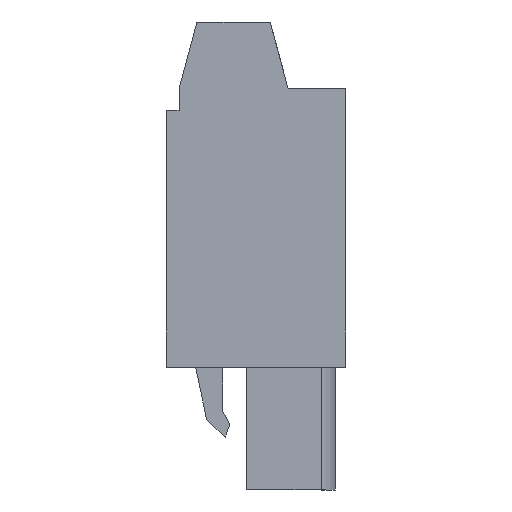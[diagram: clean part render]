
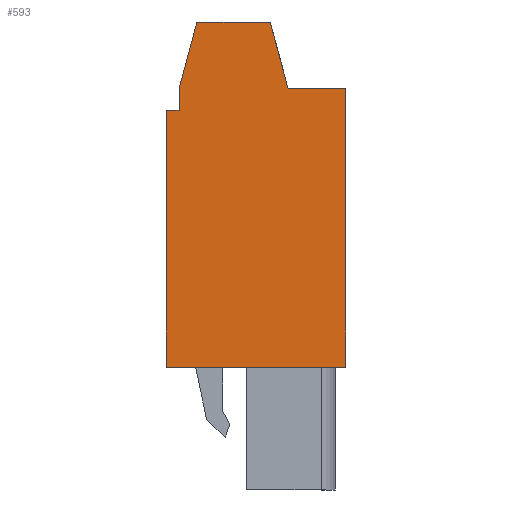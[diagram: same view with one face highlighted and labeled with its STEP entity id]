
A CAD part, left-side view. The second image highlights one B-rep face of the part: STEP entity #593.
In plain terms, the highlighted planar face has unit normal (-1, 0, 0).
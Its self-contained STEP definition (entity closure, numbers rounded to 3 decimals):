
#533=AXIS2_PLACEMENT_3D('Plane Axis2P3D',#530,#531,#532) ;
#49=CARTESIAN_POINT('Vertex',(0.,12.2,25.8)) ;
#52=CARTESIAN_POINT('Line Origine',(0.,11.763,25.8)) ;
#56=CARTESIAN_POINT('Vertex',(0.,11.325,25.8)) ;
#129=CARTESIAN_POINT('Vertex',(0.,12.2,8.35)) ;
#132=CARTESIAN_POINT('Line Origine',(0.,12.2,17.075)) ;
#530=CARTESIAN_POINT('Axis2P3D Location',(0.,-0.45,0.)) ;
#535=CARTESIAN_POINT('Line Origine',(0.,6.1,8.35)) ;
#539=CARTESIAN_POINT('Vertex',(0.,0.,8.35)) ;
#542=CARTESIAN_POINT('Line Origine',(0.,0.,17.825)) ;
#546=CARTESIAN_POINT('Vertex',(0.,0.,27.3)) ;
#549=CARTESIAN_POINT('Line Origine',(0.,1.962,27.3)) ;
#553=CARTESIAN_POINT('Vertex',(0.,3.925,27.3)) ;
#556=CARTESIAN_POINT('Line Origine',(0.,4.528,29.55)) ;
#560=CARTESIAN_POINT('Vertex',(0.,5.131,31.8)) ;
#563=CARTESIAN_POINT('Line Origine',(0.,7.625,31.8)) ;
#567=CARTESIAN_POINT('Vertex',(0.,10.119,31.8)) ;
#570=CARTESIAN_POINT('Line Origine',(0.,10.722,29.55)) ;
#574=CARTESIAN_POINT('Vertex',(0.,11.325,27.3)) ;
#577=CARTESIAN_POINT('Line Origine',(0.,11.325,26.55)) ;
#53=DIRECTION('Vector Direction',(0.,1.,0.)) ;
#133=DIRECTION('Vector Direction',(0.,0.,-1.)) ;
#531=DIRECTION('Axis2P3D Direction',(-1.,0.,0.)) ;
#532=DIRECTION('Axis2P3D XDirection',(0.,0.,1.)) ;
#536=DIRECTION('Vector Direction',(0.,-1.,0.)) ;
#543=DIRECTION('Vector Direction',(0.,0.,1.)) ;
#550=DIRECTION('Vector Direction',(0.,1.,0.)) ;
#557=DIRECTION('Vector Direction',(0.,0.259,0.966)) ;
#564=DIRECTION('Vector Direction',(0.,1.,0.)) ;
#571=DIRECTION('Vector Direction',(0.,0.259,-0.966)) ;
#578=DIRECTION('Vector Direction',(0.,0.,-1.)) ;
#54=VECTOR('Line Direction',#53,1.) ;
#134=VECTOR('Line Direction',#133,1.) ;
#537=VECTOR('Line Direction',#536,1.) ;
#544=VECTOR('Line Direction',#543,1.) ;
#551=VECTOR('Line Direction',#550,1.) ;
#558=VECTOR('Line Direction',#557,1.) ;
#565=VECTOR('Line Direction',#564,1.) ;
#572=VECTOR('Line Direction',#571,1.) ;
#579=VECTOR('Line Direction',#578,1.) ;
#583=ORIENTED_EDGE('',*,*,#541,.T.) ;
#584=ORIENTED_EDGE('',*,*,#548,.T.) ;
#585=ORIENTED_EDGE('',*,*,#555,.T.) ;
#586=ORIENTED_EDGE('',*,*,#562,.T.) ;
#587=ORIENTED_EDGE('',*,*,#569,.T.) ;
#588=ORIENTED_EDGE('',*,*,#576,.T.) ;
#589=ORIENTED_EDGE('',*,*,#581,.T.) ;
#590=ORIENTED_EDGE('',*,*,#58,.T.) ;
#591=ORIENTED_EDGE('',*,*,#136,.T.) ;
#593=ADVANCED_FACE('HOUSING',(#592),#534,.T.) ;
#58=EDGE_CURVE('',#57,#50,#55,.T.) ;
#136=EDGE_CURVE('',#50,#130,#135,.T.) ;
#541=EDGE_CURVE('',#130,#540,#538,.T.) ;
#548=EDGE_CURVE('',#540,#547,#545,.T.) ;
#555=EDGE_CURVE('',#547,#554,#552,.T.) ;
#562=EDGE_CURVE('',#554,#561,#559,.T.) ;
#569=EDGE_CURVE('',#561,#568,#566,.T.) ;
#576=EDGE_CURVE('',#568,#575,#573,.T.) ;
#581=EDGE_CURVE('',#575,#57,#580,.T.) ;
#582=EDGE_LOOP('',(#583,#584,#585,#586,#587,#588,#589,#590,#591)) ;
#592=FACE_OUTER_BOUND('',#582,.T.) ;
#55=LINE('Line',#52,#54) ;
#135=LINE('Line',#132,#134) ;
#538=LINE('Line',#535,#537) ;
#545=LINE('Line',#542,#544) ;
#552=LINE('Line',#549,#551) ;
#559=LINE('Line',#556,#558) ;
#566=LINE('Line',#563,#565) ;
#573=LINE('Line',#570,#572) ;
#580=LINE('Line',#577,#579) ;
#534=PLANE('',#533) ;
#50=VERTEX_POINT('',#49) ;
#57=VERTEX_POINT('',#56) ;
#130=VERTEX_POINT('',#129) ;
#540=VERTEX_POINT('',#539) ;
#547=VERTEX_POINT('',#546) ;
#554=VERTEX_POINT('',#553) ;
#561=VERTEX_POINT('',#560) ;
#568=VERTEX_POINT('',#567) ;
#575=VERTEX_POINT('',#574) ;
